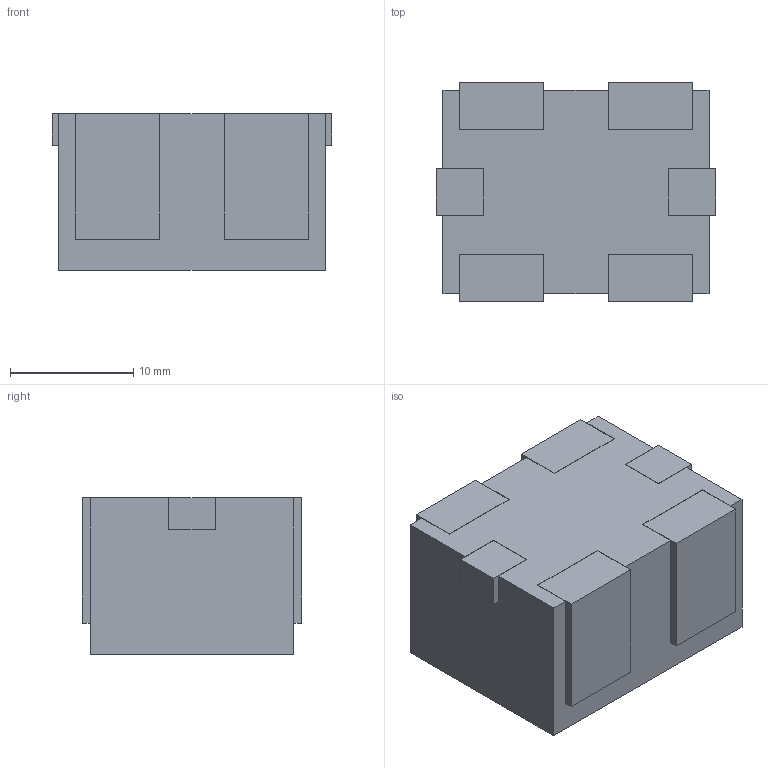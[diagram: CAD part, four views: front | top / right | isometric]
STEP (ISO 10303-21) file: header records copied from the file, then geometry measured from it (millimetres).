
FILE_DESCRIPTION((''),'2;1');
FILE_NAME('CGF0804.stp','2014-08-11T17:02:05',('thomast'),(''),'Autodesk Inventor 2012','Autodesk Inventor 2012','');
FILE_SCHEMA(('AUTOMOTIVE_DESIGN { 1 0 10303 214 1 1 1 1 }'));
Length unit declared in the file: inch
Products named in the file (1): ChipGuard
Bounding box: 22.7 x 17.78 x 12.73 mm (x, y, z)
Volume: 4717.7 mm3; surface area: 1784 mm2
Topology: 1 solids, 1 shells, 42 faces, 120 edges, 80 vertices
Faces by surface type: plane 42
Entity records: 1422 total; most frequent: CARTESIAN_POINT 243, ORIENTED_EDGE 240, DIRECTION 206, VECTOR 120, LINE 120, EDGE_CURVE 120, VERTEX_POINT 80, AXIS2_PLACEMENT_3D 43
